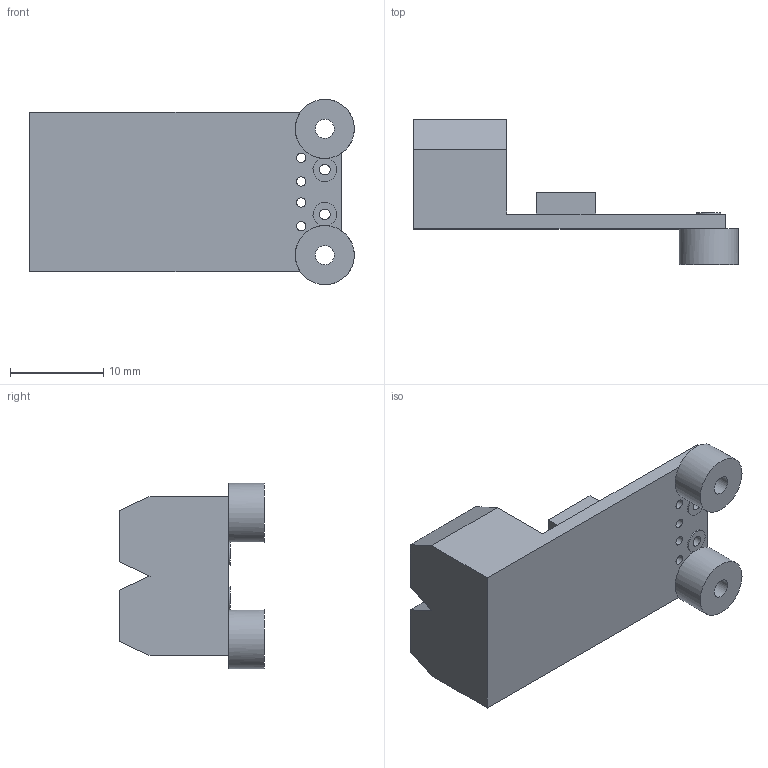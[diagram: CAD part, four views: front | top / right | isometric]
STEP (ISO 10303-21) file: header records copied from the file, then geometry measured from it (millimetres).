
FILE_DESCRIPTION(/* description */ (''),/* implementation_level */ '2;1');
FILE_NAME(/* name */ 'Dual MOSFET Driver.step',/* time_stamp */ '2022-05-10T01:23:56-07:00',/* author */ (''),/* organization */ (''),/* preprocessor_version */ 'ST-DEVELOPER v18.1',/* originating_system */ 'Autodesk Translation Framework v10.14.0.1471',/* authorisation */ '');
FILE_SCHEMA (('AUTOMOTIVE_DESIGN { 1 0 10303 214 3 1 1 }'));
Length unit declared in the file: inch
Products named in the file (1): Dual MOSFET Driver
Bounding box: 34.87 x 15.56 x 19.91 mm (x, y, z)
Volume: 2940.2 mm3; surface area: 2249.7 mm2
Topology: 1 solids, 1 shells, 45 faces, 113 edges, 74 vertices
Faces by surface type: plane 31, cylinder 14
Full cylindrical faces by diameter (mm): 1.016 x4, 1.143 x2, 2.032 x2, 2.54 x2, 6.35 x2
Entity records: 1458 total; most frequent: DIRECTION 241, CARTESIAN_POINT 233, ORIENTED_EDGE 226, EDGE_CURVE 113, AXIS2_PLACEMENT_3D 82, LINE 77, VECTOR 77, VERTEX_POINT 74
